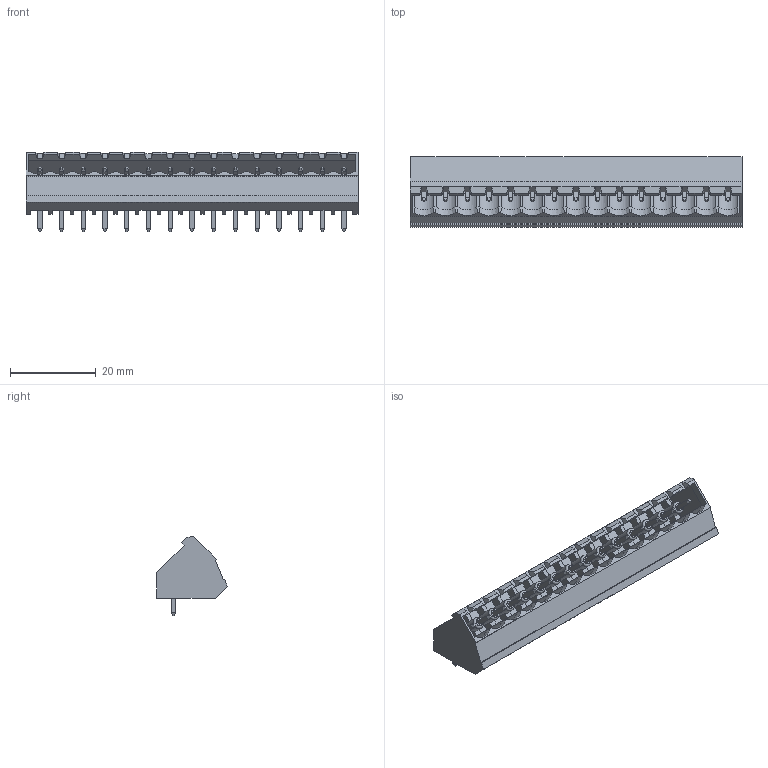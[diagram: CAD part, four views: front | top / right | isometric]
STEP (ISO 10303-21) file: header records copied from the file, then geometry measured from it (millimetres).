
FILE_DESCRIPTION( ( 'Unknown' ), '1' );
FILE_NAME( '691314520115.stp', 'Unknown', ( 'Unknown' ), ( 'Unknown' ), 'PSStep 15.0.49', 'Unknown', ' ' );
FILE_SCHEMA( ( 'AUTOMOTIVE_DESIGN { 1 0 10303 214 1 1 1 1 }' ) );
Length unit declared in the file: millimetre
Products named in the file (3): Assem1; 6913145201xx_PIN; 691314520115
Assembly tree (16 placements, depth 2):
  Assem1
    6913145201xx_PIN  x15
    691314520115
Bounding box: 77.6 x 16.5 x 18.6 mm (x, y, z)
Volume: 4796.6 mm3; surface area: 10752 mm2
Topology: 16 solids, 16 shells, 881 faces, 2393 edges, 1529 vertices
Faces by surface type: plane 821, cylinder 30, cone 15, torus 15
Full cylindrical faces by diameter (mm): 2.75 x15
Entity records: 26697 total; most frequent: CARTESIAN_POINT 4005, ORIENTED_EDGE 3744, DIRECTION 3385, EDGE_CURVE 1872, LINE 1617, VECTOR 1617, VERTEX_POINT 1234, AXIS2_PLACEMENT_3D 884
